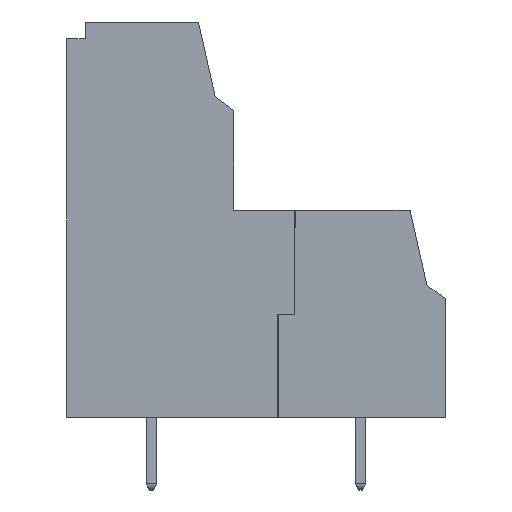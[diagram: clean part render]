
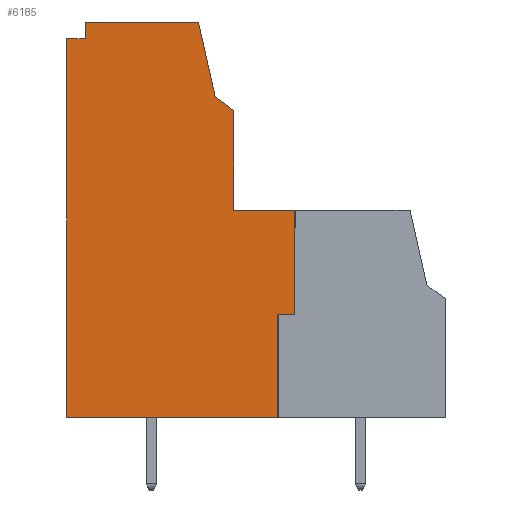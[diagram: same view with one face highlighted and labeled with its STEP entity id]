
A CAD part, left-side view. The second image highlights one B-rep face of the part: STEP entity #6185.
In plain terms, the highlighted planar face has unit normal (-1, 0, 0).
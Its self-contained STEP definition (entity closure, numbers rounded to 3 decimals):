
#193=PLANE('',#6652);
#629=LINE('',#9924,#1184);
#648=LINE('',#9962,#1203);
#649=LINE('',#9964,#1204);
#650=LINE('',#9966,#1205);
#651=LINE('',#9968,#1206);
#652=LINE('',#9970,#1207);
#653=LINE('',#9972,#1208);
#654=LINE('',#9974,#1209);
#655=LINE('',#9976,#1210);
#656=LINE('',#9978,#1211);
#657=LINE('',#9980,#1212);
#658=LINE('',#9982,#1213);
#1184=VECTOR('',#7719,1000.);
#1203=VECTOR('',#7742,1000.);
#1204=VECTOR('',#7743,1000.);
#1205=VECTOR('',#7744,1000.);
#1206=VECTOR('',#7745,1000.);
#1207=VECTOR('',#7746,1000.);
#1208=VECTOR('',#7747,1000.);
#1209=VECTOR('',#7748,1000.);
#1210=VECTOR('',#7749,1000.);
#1211=VECTOR('',#7750,1000.);
#1212=VECTOR('',#7751,1000.);
#1213=VECTOR('',#7752,1000.);
#2273=ORIENTED_EDGE('',*,*,#3837,.T.);
#2274=ORIENTED_EDGE('',*,*,#3838,.T.);
#2275=ORIENTED_EDGE('',*,*,#3839,.T.);
#2276=ORIENTED_EDGE('',*,*,#3840,.T.);
#2277=ORIENTED_EDGE('',*,*,#3841,.T.);
#2278=ORIENTED_EDGE('',*,*,#3842,.T.);
#2279=ORIENTED_EDGE('',*,*,#3843,.T.);
#2280=ORIENTED_EDGE('',*,*,#3844,.T.);
#2281=ORIENTED_EDGE('',*,*,#3845,.T.);
#2282=ORIENTED_EDGE('',*,*,#3846,.T.);
#2283=ORIENTED_EDGE('',*,*,#3847,.T.);
#2284=ORIENTED_EDGE('',*,*,#3818,.T.);
#3818=EDGE_CURVE('',#4619,#4620,#629,.T.);
#3837=EDGE_CURVE('',#4620,#4636,#648,.T.);
#3838=EDGE_CURVE('',#4636,#4637,#649,.T.);
#3839=EDGE_CURVE('',#4637,#4638,#650,.T.);
#3840=EDGE_CURVE('',#4638,#4639,#651,.T.);
#3841=EDGE_CURVE('',#4639,#4640,#652,.T.);
#3842=EDGE_CURVE('',#4640,#4641,#653,.T.);
#3843=EDGE_CURVE('',#4641,#4642,#654,.T.);
#3844=EDGE_CURVE('',#4642,#4643,#655,.T.);
#3845=EDGE_CURVE('',#4643,#4644,#656,.T.);
#3846=EDGE_CURVE('',#4644,#4645,#657,.T.);
#3847=EDGE_CURVE('',#4645,#4619,#658,.T.);
#4619=VERTEX_POINT('',#9925);
#4620=VERTEX_POINT('',#9926);
#4636=VERTEX_POINT('',#9963);
#4637=VERTEX_POINT('',#9965);
#4638=VERTEX_POINT('',#9967);
#4639=VERTEX_POINT('',#9969);
#4640=VERTEX_POINT('',#9971);
#4641=VERTEX_POINT('',#9973);
#4642=VERTEX_POINT('',#9975);
#4643=VERTEX_POINT('',#9977);
#4644=VERTEX_POINT('',#9979);
#4645=VERTEX_POINT('',#9981);
#5281=EDGE_LOOP('',(#2273,#2274,#2275,#2276,#2277,#2278,#2279,#2280,#2281,
#2282,#2283,#2284));
#5742=FACE_BOUND('',#5281,.T.);
#6185=ADVANCED_FACE('',(#5742),#193,.T.);
#6652=AXIS2_PLACEMENT_3D('',#9961,#7740,#7741);
#7719=DIRECTION('',(0.,0.,1.));
#7740=DIRECTION('',(-1.,0.,0.));
#7741=DIRECTION('',(0.,-1.,0.));
#7742=DIRECTION('',(0.,0.807,0.59));
#7743=DIRECTION('',(0.,0.218,0.976));
#7744=DIRECTION('',(0.,1.,0.));
#7745=DIRECTION('',(0.,0.,-1.));
#7746=DIRECTION('',(0.,1.,0.));
#7747=DIRECTION('',(0.,0.,-1.));
#7748=DIRECTION('',(0.,-1.,0.));
#7749=DIRECTION('',(0.,0.,1.));
#7750=DIRECTION('',(0.,-1.,0.));
#7751=DIRECTION('',(0.,0.,1.));
#7752=DIRECTION('',(0.,1.,0.));
#9924=CARTESIAN_POINT('',(0.,-8.08,10.));
#9925=CARTESIAN_POINT('',(0.,-8.08,10.));
#9926=CARTESIAN_POINT('',(0.,-8.08,14.825));
#9961=CARTESIAN_POINT('',(0.,-0.902,20.071));
#9962=CARTESIAN_POINT('',(0.,-8.08,14.825));
#9963=CARTESIAN_POINT('',(0.,-7.178,15.484));
#9964=CARTESIAN_POINT('',(0.,-7.178,15.484));
#9965=CARTESIAN_POINT('',(0.,-6.371,19.1));
#9966=CARTESIAN_POINT('',(0.,-0.902,19.1));
#9967=CARTESIAN_POINT('',(0.,-0.902,19.1));
#9968=CARTESIAN_POINT('',(0.,-0.902,18.3));
#9969=CARTESIAN_POINT('',(0.,-0.902,18.3));
#9970=CARTESIAN_POINT('',(0.,0.,18.3));
#9971=CARTESIAN_POINT('',(0.,0.,18.3));
#9972=CARTESIAN_POINT('',(0.,0.,0.));
#9973=CARTESIAN_POINT('',(0.,0.,0.));
#9974=CARTESIAN_POINT('',(0.,0.,0.));
#9975=CARTESIAN_POINT('',(0.,-10.2,0.));
#9976=CARTESIAN_POINT('',(0.,-10.2,0.));
#9977=CARTESIAN_POINT('',(0.,-10.2,4.976));
#9978=CARTESIAN_POINT('',(0.,-10.2,4.976));
#9979=CARTESIAN_POINT('',(0.,-11.028,4.976));
#9980=CARTESIAN_POINT('',(0.,-11.028,4.976));
#9981=CARTESIAN_POINT('',(0.,-11.028,10.));
#9982=CARTESIAN_POINT('',(0.,-11.028,10.));
